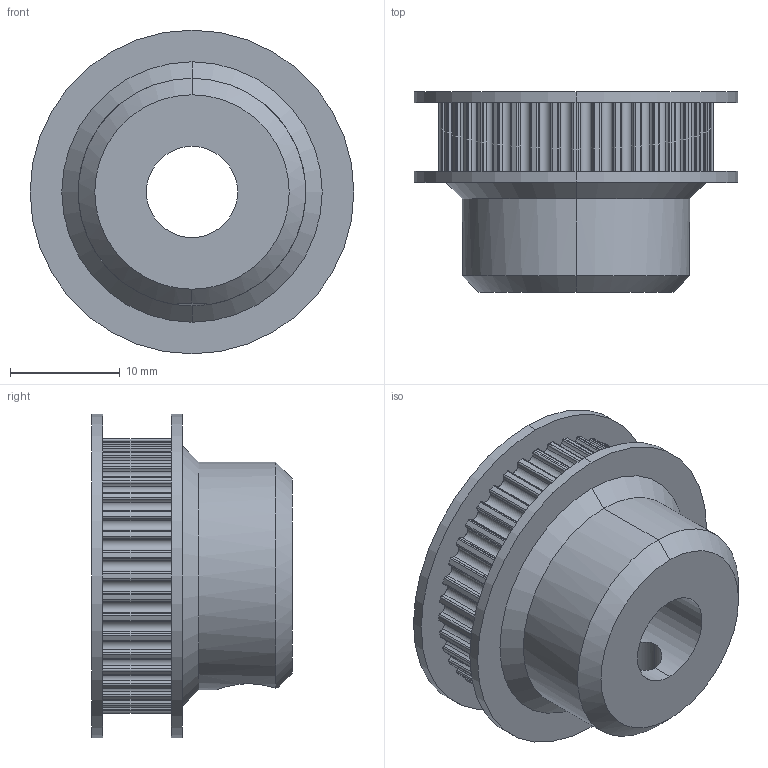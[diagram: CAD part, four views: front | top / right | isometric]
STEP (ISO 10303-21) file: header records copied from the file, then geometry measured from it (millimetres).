
FILE_DESCRIPTION (( 'STEP AP203' ), '1' );
FILE_NAME ('100n pulley.STEP', '2023-07-14T11:52:50', ( '' ), ( '' ), 'SwSTEP 2.0', 'SolidWorks 2023', '' );
FILE_SCHEMA (( 'CONFIG_CONTROL_DESIGN' ));
Length unit declared in the file: millimetre
Products named in the file (1): 100n pulley
Bounding box: 29.46 x 18.25 x 29.46 mm (x, y, z)
Volume: 6527.5 mm3; surface area: 4443.4 mm2
Topology: 2 solids, 2 shells, 301 faces, 887 edges, 590 vertices
Faces by surface type: cylinder 289, plane 6, cone 4, bspline 2
Entity records: 11631 total; most frequent: CARTESIAN_POINT 2972, DIRECTION 2050, ORIENTED_EDGE 1774, EDGE_CURVE 887, AXIS2_PLACEMENT_3D 878, VERTEX_POINT 590, CIRCLE 578, EDGE_LOOP 307
